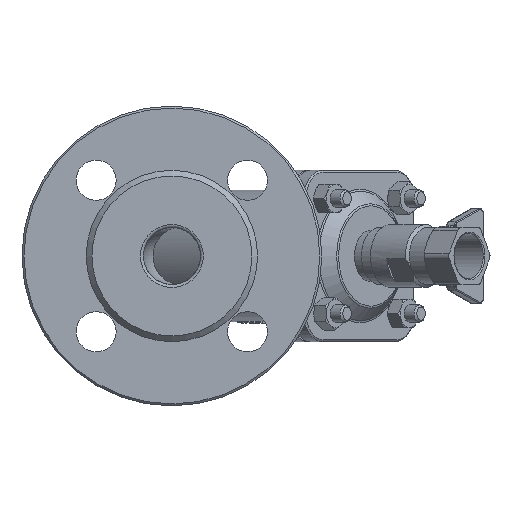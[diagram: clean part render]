
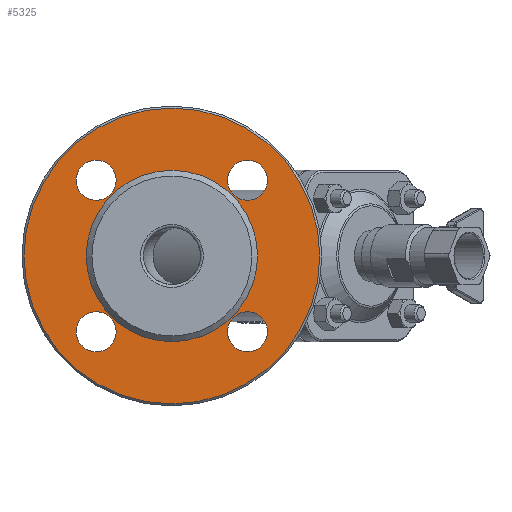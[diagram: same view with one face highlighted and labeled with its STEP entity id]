
A CAD part, left-side view. The second image highlights one B-rep face of the part: STEP entity #5325.
In plain terms, the highlighted planar face has unit normal (-1, 0, 0).
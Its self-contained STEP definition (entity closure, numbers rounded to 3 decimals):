
#160=FACE_BOUND('',#1085,.T.);
#161=FACE_BOUND('',#1086,.T.);
#162=FACE_BOUND('',#1087,.T.);
#163=FACE_BOUND('',#1088,.T.);
#164=FACE_BOUND('',#1089,.T.);
#232=PLANE('',#5819);
#511=CIRCLE('',#5818,30.);
#512=CIRCLE('',#5820,51.8);
#513=CIRCLE('',#5821,7.);
#514=CIRCLE('',#5822,7.);
#515=CIRCLE('',#5823,7.);
#516=CIRCLE('',#5824,7.);
#743=FACE_OUTER_BOUND('',#1084,.T.);
#1084=EDGE_LOOP('',(#3758));
#1085=EDGE_LOOP('',(#3759));
#1086=EDGE_LOOP('',(#3760));
#1087=EDGE_LOOP('',(#3761));
#1088=EDGE_LOOP('',(#3762));
#1089=EDGE_LOOP('',(#3763));
#2264=VERTEX_POINT('',#9403);
#2265=VERTEX_POINT('',#9407);
#2266=VERTEX_POINT('',#9409);
#2267=VERTEX_POINT('',#9411);
#2268=VERTEX_POINT('',#9413);
#2269=VERTEX_POINT('',#9415);
#2823=EDGE_CURVE('',#2264,#2264,#511,.T.);
#2825=EDGE_CURVE('',#2265,#2265,#512,.T.);
#2826=EDGE_CURVE('',#2266,#2266,#513,.T.);
#2827=EDGE_CURVE('',#2267,#2267,#514,.T.);
#2828=EDGE_CURVE('',#2268,#2268,#515,.T.);
#2829=EDGE_CURVE('',#2269,#2269,#516,.T.);
#3758=ORIENTED_EDGE('',*,*,#2825,.F.);
#3759=ORIENTED_EDGE('',*,*,#2826,.T.);
#3760=ORIENTED_EDGE('',*,*,#2827,.T.);
#3761=ORIENTED_EDGE('',*,*,#2828,.T.);
#3762=ORIENTED_EDGE('',*,*,#2829,.T.);
#3763=ORIENTED_EDGE('',*,*,#2823,.F.);
#5325=ADVANCED_FACE('',(#743,#160,#161,#162,#163,#164),#232,.F.);
#5818=AXIS2_PLACEMENT_3D('',#9404,#6614,#6615);
#5819=AXIS2_PLACEMENT_3D('',#9406,#6617,#6618);
#5820=AXIS2_PLACEMENT_3D('',#9408,#6619,#6620);
#5821=AXIS2_PLACEMENT_3D('',#9410,#6621,#6622);
#5822=AXIS2_PLACEMENT_3D('',#9412,#6623,#6624);
#5823=AXIS2_PLACEMENT_3D('',#9414,#6625,#6626);
#5824=AXIS2_PLACEMENT_3D('',#9416,#6627,#6628);
#6614=DIRECTION('center_axis',(-1.,0.,0.));
#6615=DIRECTION('ref_axis',(0.,0.,1.));
#6617=DIRECTION('center_axis',(1.,0.,0.));
#6618=DIRECTION('ref_axis',(0.,0.,-1.));
#6619=DIRECTION('center_axis',(1.,0.,0.));
#6620=DIRECTION('ref_axis',(0.,1.,0.));
#6621=DIRECTION('center_axis',(1.,0.,0.));
#6622=DIRECTION('ref_axis',(0.,-1.,0.));
#6623=DIRECTION('center_axis',(1.,0.,0.));
#6624=DIRECTION('ref_axis',(0.,-1.,0.));
#6625=DIRECTION('center_axis',(1.,0.,0.));
#6626=DIRECTION('ref_axis',(0.,-1.,0.));
#6627=DIRECTION('center_axis',(1.,0.,0.));
#6628=DIRECTION('ref_axis',(0.,-1.,0.));
#9403=CARTESIAN_POINT('',(-132.,0.,-30.));
#9404=CARTESIAN_POINT('Origin',(-132.,0.,0.));
#9406=CARTESIAN_POINT('Origin',(-132.,0.,0.));
#9407=CARTESIAN_POINT('',(-132.,-51.8,0.));
#9408=CARTESIAN_POINT('Origin',(-132.,0.,0.));
#9409=CARTESIAN_POINT('',(-132.,-19.517,-26.517));
#9410=CARTESIAN_POINT('Origin',(-132.,-26.517,-26.517));
#9411=CARTESIAN_POINT('',(-132.,-19.517,26.517));
#9412=CARTESIAN_POINT('Origin',(-132.,-26.517,26.517));
#9413=CARTESIAN_POINT('',(-132.,33.517,26.517));
#9414=CARTESIAN_POINT('Origin',(-132.,26.517,26.517));
#9415=CARTESIAN_POINT('',(-132.,33.517,-26.517));
#9416=CARTESIAN_POINT('Origin',(-132.,26.517,-26.517));
